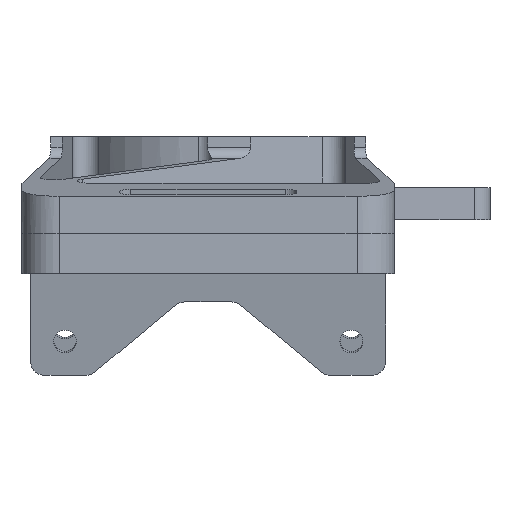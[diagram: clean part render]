
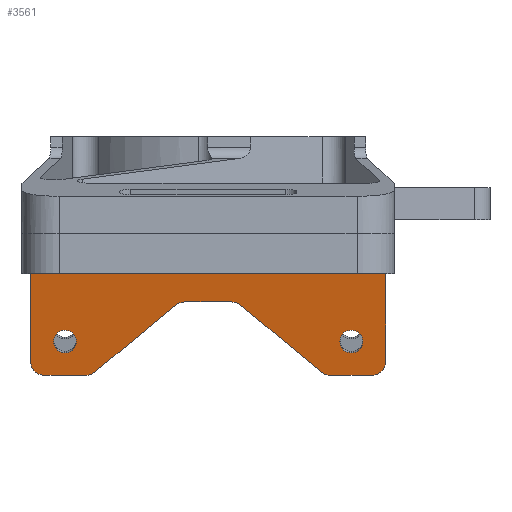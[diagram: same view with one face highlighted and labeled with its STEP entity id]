
A CAD part, top view. The second image highlights one B-rep face of the part: STEP entity #3561.
In plain terms, the highlighted planar face has unit normal (0, -0.161, 0.987).
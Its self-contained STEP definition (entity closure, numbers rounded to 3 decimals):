
#130=FACE_BOUND('',#558,.T.);
#131=FACE_BOUND('',#559,.T.);
#203=PLANE('',#3961);
#354=FACE_OUTER_BOUND('',#557,.T.);
#557=EDGE_LOOP('',(#3065,#3066,#3067,#3068,#3069,#3070,#3071,#3072,#3073,
#3074,#3075,#3076,#3077,#3078));
#558=EDGE_LOOP('',(#3079));
#559=EDGE_LOOP('',(#3080));
#747=CIRCLE('',#3957,4.);
#750=CIRCLE('',#3962,5.);
#751=CIRCLE('',#3963,5.);
#752=CIRCLE('',#3964,5.);
#753=CIRCLE('',#3965,5.);
#754=CIRCLE('',#3966,5.);
#755=CIRCLE('',#3967,5.);
#756=CIRCLE('',#3968,4.);
#1008=LINE('',#6122,#1309);
#1009=LINE('',#6126,#1310);
#1010=LINE('',#6130,#1311);
#1011=LINE('',#6134,#1312);
#1012=LINE('',#6138,#1313);
#1013=LINE('',#6140,#1314);
#1014=LINE('',#6142,#1315);
#1015=LINE('',#6146,#1316);
#1309=VECTOR('',#4854,1.);
#1310=VECTOR('',#4857,1.);
#1311=VECTOR('',#4860,1.);
#1312=VECTOR('',#4863,1.);
#1313=VECTOR('',#4866,1.);
#1314=VECTOR('',#4867,1.);
#1315=VECTOR('',#4868,1.);
#1316=VECTOR('',#4871,1.);
#1653=VERTEX_POINT('',#6103);
#1660=VERTEX_POINT('',#6120);
#1661=VERTEX_POINT('',#6121);
#1662=VERTEX_POINT('',#6123);
#1663=VERTEX_POINT('',#6125);
#1664=VERTEX_POINT('',#6127);
#1665=VERTEX_POINT('',#6129);
#1666=VERTEX_POINT('',#6131);
#1667=VERTEX_POINT('',#6133);
#1668=VERTEX_POINT('',#6135);
#1669=VERTEX_POINT('',#6137);
#1670=VERTEX_POINT('',#6139);
#1671=VERTEX_POINT('',#6141);
#1672=VERTEX_POINT('',#6143);
#1673=VERTEX_POINT('',#6145);
#1674=VERTEX_POINT('',#6148);
#2139=EDGE_CURVE('',#1653,#1653,#747,.T.);
#2146=EDGE_CURVE('',#1660,#1661,#1008,.T.);
#2147=EDGE_CURVE('',#1660,#1662,#750,.T.);
#2148=EDGE_CURVE('',#1663,#1662,#1009,.F.);
#2149=EDGE_CURVE('',#1663,#1664,#751,.T.);
#2150=EDGE_CURVE('',#1665,#1664,#1010,.F.);
#2151=EDGE_CURVE('',#1666,#1665,#752,.T.);
#2152=EDGE_CURVE('',#1666,#1667,#1011,.T.);
#2153=EDGE_CURVE('',#1668,#1667,#753,.T.);
#2154=EDGE_CURVE('',#1669,#1668,#1012,.T.);
#2155=EDGE_CURVE('',#1670,#1669,#1013,.T.);
#2156=EDGE_CURVE('',#1671,#1670,#1014,.T.);
#2157=EDGE_CURVE('',#1672,#1671,#754,.T.);
#2158=EDGE_CURVE('',#1672,#1673,#1015,.T.);
#2159=EDGE_CURVE('',#1661,#1673,#755,.F.);
#2160=EDGE_CURVE('',#1674,#1674,#756,.T.);
#3065=ORIENTED_EDGE('',*,*,#2146,.F.);
#3066=ORIENTED_EDGE('',*,*,#2147,.T.);
#3067=ORIENTED_EDGE('',*,*,#2148,.F.);
#3068=ORIENTED_EDGE('',*,*,#2149,.T.);
#3069=ORIENTED_EDGE('',*,*,#2150,.F.);
#3070=ORIENTED_EDGE('',*,*,#2151,.F.);
#3071=ORIENTED_EDGE('',*,*,#2152,.T.);
#3072=ORIENTED_EDGE('',*,*,#2153,.F.);
#3073=ORIENTED_EDGE('',*,*,#2154,.F.);
#3074=ORIENTED_EDGE('',*,*,#2155,.F.);
#3075=ORIENTED_EDGE('',*,*,#2156,.F.);
#3076=ORIENTED_EDGE('',*,*,#2157,.F.);
#3077=ORIENTED_EDGE('',*,*,#2158,.T.);
#3078=ORIENTED_EDGE('',*,*,#2159,.F.);
#3079=ORIENTED_EDGE('',*,*,#2160,.F.);
#3080=ORIENTED_EDGE('',*,*,#2139,.F.);
#3561=ADVANCED_FACE('',(#354,#130,#131),#203,.T.);
#3957=AXIS2_PLACEMENT_3D('',#6105,#4840,#4841);
#3961=AXIS2_PLACEMENT_3D('',#6119,#4852,#4853);
#3962=AXIS2_PLACEMENT_3D('',#6124,#4855,#4856);
#3963=AXIS2_PLACEMENT_3D('',#6128,#4858,#4859);
#3964=AXIS2_PLACEMENT_3D('',#6132,#4861,#4862);
#3965=AXIS2_PLACEMENT_3D('',#6136,#4864,#4865);
#3966=AXIS2_PLACEMENT_3D('',#6144,#4869,#4870);
#3967=AXIS2_PLACEMENT_3D('',#6147,#4872,#4873);
#3968=AXIS2_PLACEMENT_3D('',#6149,#4874,#4875);
#4840=DIRECTION('center_axis',(0.,-0.161,0.987));
#4841=DIRECTION('ref_axis',(-1.,0.,0.));
#4852=DIRECTION('center_axis',(0.,-0.161,0.987));
#4853=DIRECTION('ref_axis',(0.,-0.987,-0.161));
#4854=DIRECTION('',(-0.766,-0.635,-0.104));
#4855=DIRECTION('center_axis',(0.,0.161,-0.987));
#4856=DIRECTION('ref_axis',(0.,0.987,0.161));
#4857=DIRECTION('',(1.,0.,0.));
#4858=DIRECTION('center_axis',(0.,0.161,
-0.987));
#4859=DIRECTION('ref_axis',(0.643,0.756,0.123));
#4860=DIRECTION('',(0.766,-0.635,-0.104));
#4861=DIRECTION('center_axis',(0.,0.161,
-0.987));
#4862=DIRECTION('ref_axis',(-0.643,-0.756,-0.123));
#4863=DIRECTION('',(1.,0.,0.));
#4864=DIRECTION('center_axis',(0.,0.161,
-0.987));
#4865=DIRECTION('ref_axis',(0.,-0.987,-0.161));
#4866=DIRECTION('',(0.,-0.987,-0.161));
#4867=DIRECTION('',(1.,0.,0.));
#4868=DIRECTION('',(0.,0.987,0.161));
#4869=DIRECTION('center_axis',(0.,0.161,-0.987));
#4870=DIRECTION('ref_axis',(-1.,0.,0.));
#4871=DIRECTION('',(1.,0.,0.));
#4872=DIRECTION('center_axis',(0.,-0.161,
0.987));
#4873=DIRECTION('ref_axis',(0.643,-0.756,-0.123));
#4874=DIRECTION('center_axis',(0.,-0.161,0.987));
#4875=DIRECTION('ref_axis',(-1.,0.,0.));
#6103=CARTESIAN_POINT('',(-46.,500.262,386.778));
#6105=CARTESIAN_POINT('Origin',(-50.,500.262,386.778));
#6119=CARTESIAN_POINT('Origin',(-50.,524.,390.652));
#6120=CARTESIAN_POINT('',(-11.395,512.931,388.846));
#6121=CARTESIAN_POINT('',(-39.57,489.575,385.034));
#6122=CARTESIAN_POINT('',(-25.482,501.253,386.94));
#6123=CARTESIAN_POINT('',(-8.179,514.088,389.034));
#6124=CARTESIAN_POINT('Origin',(-8.179,509.153,388.229));
#6125=CARTESIAN_POINT('',(8.179,514.088,389.034));
#6126=CARTESIAN_POINT('',(0.,514.088,389.034));
#6127=CARTESIAN_POINT('',(11.395,512.931,388.846));
#6128=CARTESIAN_POINT('Origin',(8.179,509.153,388.229));
#6129=CARTESIAN_POINT('',(39.57,489.575,385.034));
#6130=CARTESIAN_POINT('',(25.482,501.253,386.94));
#6131=CARTESIAN_POINT('',(42.786,488.419,384.845));
#6132=CARTESIAN_POINT('Origin',(42.786,493.353,385.651));
#6133=CARTESIAN_POINT('',(57.,488.419,384.845));
#6134=CARTESIAN_POINT('',(49.893,488.419,384.845));
#6135=CARTESIAN_POINT('',(62.,493.353,385.651));
#6136=CARTESIAN_POINT('Origin',(57.,493.353,385.651));
#6137=CARTESIAN_POINT('',(62.,524.,390.652));
#6138=CARTESIAN_POINT('',(62.,508.677,388.151));
#6139=CARTESIAN_POINT('',(-62.,524.,390.652));
#6140=CARTESIAN_POINT('',(0.,524.,390.652));
#6141=CARTESIAN_POINT('',(-62.,493.353,385.651));
#6142=CARTESIAN_POINT('',(-62.,508.677,388.151));
#6143=CARTESIAN_POINT('',(-57.,488.419,384.845));
#6144=CARTESIAN_POINT('Origin',(-57.,493.353,385.651));
#6145=CARTESIAN_POINT('',(-42.786,488.419,384.845));
#6146=CARTESIAN_POINT('',(-49.893,488.419,384.845));
#6147=CARTESIAN_POINT('Origin',(-42.786,493.353,385.651));
#6148=CARTESIAN_POINT('',(46.,500.262,386.778));
#6149=CARTESIAN_POINT('Origin',(50.,500.262,386.778));
